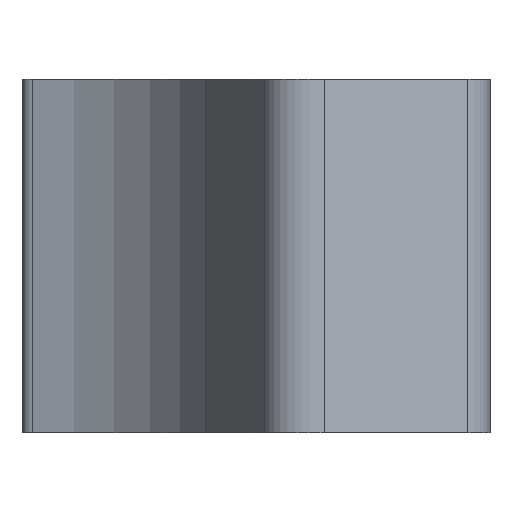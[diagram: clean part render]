
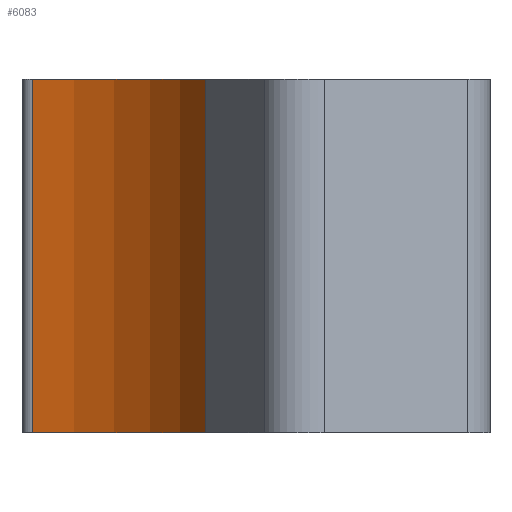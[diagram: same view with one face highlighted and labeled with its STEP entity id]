
A CAD part, left-side view. The second image highlights one B-rep face of the part: STEP entity #6083.
In plain terms, the highlighted cylindrical face has radius 20 mm (diameter 40 mm), a partial arc.
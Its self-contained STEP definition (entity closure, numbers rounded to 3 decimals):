
#440=CYLINDRICAL_SURFACE('',#6554,20.);
#541=FACE_OUTER_BOUND('',#910,.T.);
#910=EDGE_LOOP('',(#4556,#4557,#4558,#4559));
#1261=CIRCLE('',#6498,20.);
#1287=CIRCLE('',#6531,20.);
#1523=LINE('',#9374,#2112);
#1524=LINE('',#9376,#2113);
#2112=VECTOR('',#7334,1000.);
#2113=VECTOR('',#7337,1000.);
#2690=VERTEX_POINT('',#9201);
#2691=VERTEX_POINT('',#9203);
#2734=VERTEX_POINT('',#9309);
#2735=VERTEX_POINT('',#9310);
#3359=EDGE_CURVE('',#2691,#2690,#1261,.T.);
#3415=EDGE_CURVE('',#2734,#2735,#1287,.T.);
#3452=EDGE_CURVE('',#2734,#2691,#1523,.T.);
#3453=EDGE_CURVE('',#2690,#2735,#1524,.T.);
#4556=ORIENTED_EDGE('',*,*,#3359,.T.);
#4557=ORIENTED_EDGE('',*,*,#3453,.T.);
#4558=ORIENTED_EDGE('',*,*,#3415,.F.);
#4559=ORIENTED_EDGE('',*,*,#3452,.T.);
#6083=ADVANCED_FACE('',(#541),#440,.F.);
#6498=AXIS2_PLACEMENT_3D('',#9204,#7173,#7174);
#6531=AXIS2_PLACEMENT_3D('',#9311,#7269,#7270);
#6554=AXIS2_PLACEMENT_3D('',#9375,#7335,#7336);
#7173=DIRECTION('center_axis',(0.,0.,1.));
#7174=DIRECTION('ref_axis',(-1.,0.,0.));
#7269=DIRECTION('center_axis',(0.,0.,1.));
#7270=DIRECTION('ref_axis',(-1.,0.,0.));
#7334=DIRECTION('',(0.,0.,1.));
#7335=DIRECTION('center_axis',(0.,0.,1.));
#7336=DIRECTION('ref_axis',(1.,0.,0.));
#7337=DIRECTION('',(0.,0.,-1.));
#9201=CARTESIAN_POINT('',(-17.678,8.68,-5.8));
#9203=CARTESIAN_POINT('',(-27.35,-5.033,-5.8));
#9204=CARTESIAN_POINT('Origin',(-37.35,12.287,-5.8));
#9309=CARTESIAN_POINT('',(-27.35,-5.033,-33.8));
#9310=CARTESIAN_POINT('',(-17.678,8.68,-33.8));
#9311=CARTESIAN_POINT('Origin',(-37.35,12.287,-33.8));
#9374=CARTESIAN_POINT('',(-27.35,-5.033,-33.8));
#9375=CARTESIAN_POINT('Origin',(-37.35,12.287,-33.8));
#9376=CARTESIAN_POINT('',(-17.678,8.68,-33.8));
